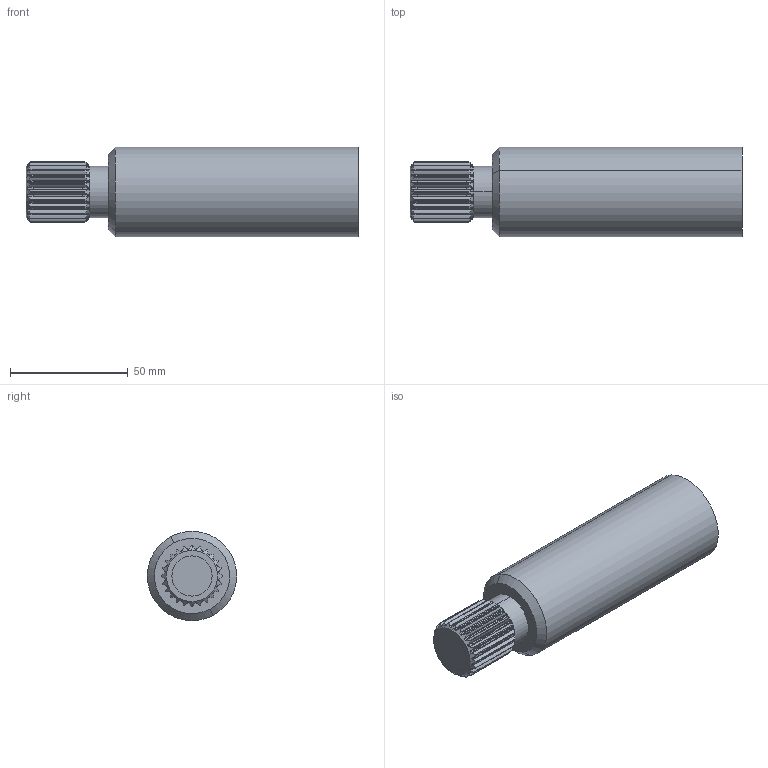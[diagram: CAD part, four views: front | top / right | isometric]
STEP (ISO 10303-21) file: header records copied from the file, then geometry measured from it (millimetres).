
FILE_DESCRIPTION(('CATIA V6 STEP','CAx-IF Rec.Pracs.--- Model Styling and Organization---1.4--- 2014-01-23','CAx-IF Rec.Pracs.---3D Tessellated Data Validation Properties---0.5---2014-09-14'),'2;1');
FILE_NAME('ESF-DTV-IMA.stp','2019-08-01T15:07:37+00:00',('none'),('none'),'3DEXPERIENCE Platform3DEXPERIENCE R2019x HotFix 3','3DEXPERIENCE Platform STEP AP242 v1','none');
FILE_SCHEMA(('AP242_MANAGED_MODEL_BASED_3D_ENGINEERING_MIM_LF {1 0 10303 442 1 1 4}'));
Length unit declared in the file: millimetre
Products named in the file (1): Forme 3D00000272
Bounding box: 141 x 37.99 x 37.99 mm (x, y, z)
Volume: 69691.7 mm3; surface area: 34319.8 mm2
Topology: 1 solids, 1 shells, 392 faces, 1107 edges, 721 vertices
Faces by surface type: cylinder 353, cone 32, plane 7
Entity records: 11722 total; most frequent: CARTESIAN_POINT 2825, ORIENTED_EDGE 2210, DIRECTION 1271, EDGE_CURVE 1105, VERTEX_POINT 721, AXIS2_PLACEMENT_3D 594, VECTOR 478, LINE 478
